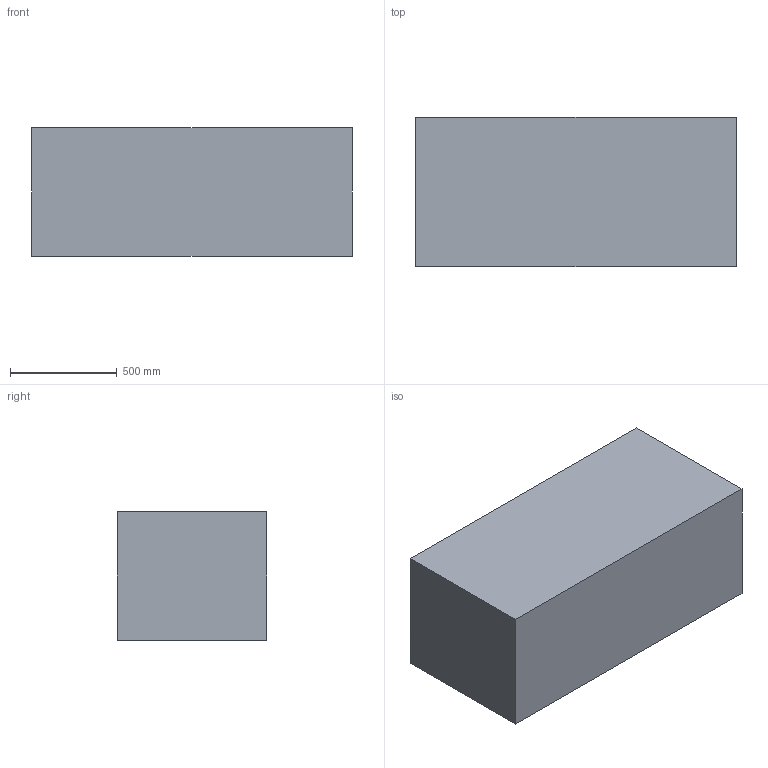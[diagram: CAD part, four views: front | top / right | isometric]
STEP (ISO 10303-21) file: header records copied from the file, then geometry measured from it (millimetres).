
FILE_DESCRIPTION(('CATIA V5 STEP Exchange'),'2;1');
FILE_NAME('DLR_F6_V2_STEP1.stp','2003-01-17T18:25:17+00:00',('none'),('none'),'CATIA Version 5 Release 9 (IN-8)','CATIA V5 STEP AP203',' none');
FILE_SCHEMA(('CONFIG_CONTROL_DESIGN'));
Products named in the file (1): name
Bounding box: 1500 x 700 x 600 mm (x, y, z)
Surface area: 10024415.2 mm2 (no closed solid volume)
Topology: 0 solids, 112 shells, 258 faces, 1593 edges, 2208 vertices
Faces by surface type: bspline 228, plane 18, cone 8, cylinder 4
Entity records: 44774 total; most frequent: CARTESIAN_POINT 39068, ORIENTED_EDGE 1400, B_SPLINE_CURVE_WITH_KNOTS 981, EDGE_CURVE 746, VERTEX_POINT 482, TRIMMED_CURVE 355, EDGE_LOOP 262, ADVANCED_FACE 258
